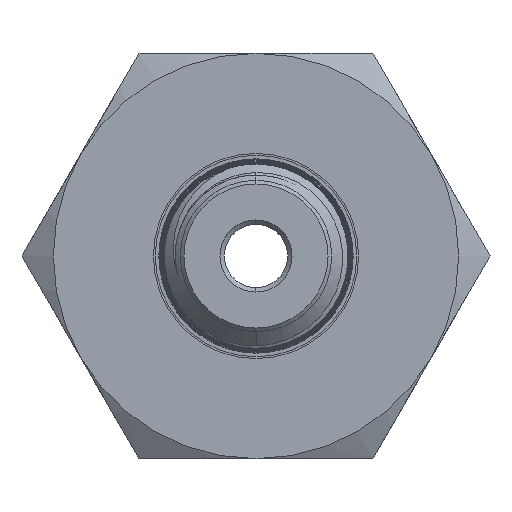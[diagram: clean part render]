
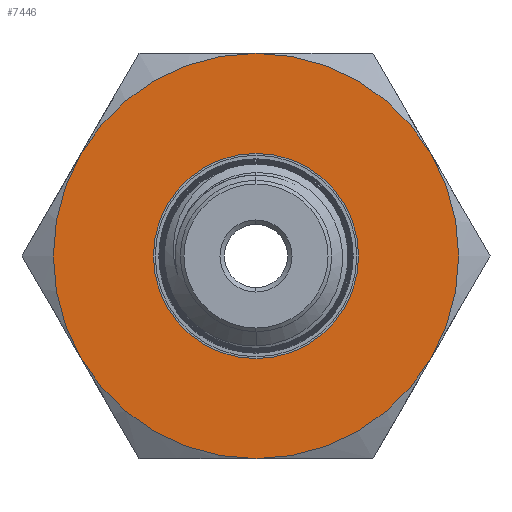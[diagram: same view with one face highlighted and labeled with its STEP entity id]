
A CAD part, left-side view. The second image highlights one B-rep face of the part: STEP entity #7446.
In plain terms, the highlighted planar face has unit normal (-1, 0, 0).
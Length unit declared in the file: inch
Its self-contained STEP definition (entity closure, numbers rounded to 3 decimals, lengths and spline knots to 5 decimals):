
#45 = DIRECTION ( 'NONE',  ( 0., 0., 1. ) ) ;
#104 = AXIS2_PLACEMENT_3D ( 'NONE', #10444, #2272, #11954 ) ;
#192 = EDGE_LOOP ( 'NONE', ( #17851, #3266 ) ) ;
#193 = CIRCLE ( 'NONE', #6499, 0.28475 ) ;
#794 = CIRCLE ( 'NONE', #9838, 0.28475 ) ;
#815 = CARTESIAN_POINT ( 'NONE',  ( -0.9445, -0.48714, 0.28125 ) ) ;
#978 = DIRECTION ( 'NONE',  ( 0., 0., 1. ) ) ;
#1012 = PLANE ( 'NONE',  #11005 ) ;
#1100 = CARTESIAN_POINT ( 'NONE',  ( -0.9445, -0.48714, -0.28125 ) ) ;
#2272 = DIRECTION ( 'NONE',  ( -1., 0., 0. ) ) ;
#2424 = VERTEX_POINT ( 'NONE', #815 ) ;
#2986 = CIRCLE ( 'NONE', #5214, 0.5625 ) ;
#3120 = DIRECTION ( 'NONE',  ( 0., 0., 1. ) ) ;
#3266 = ORIENTED_EDGE ( 'NONE', *, *, #9035, .F. ) ;
#3692 = EDGE_LOOP ( 'NONE', ( #5804, #10954, #7026, #4188, #7861, #17397 ) ) ;
#3884 = CARTESIAN_POINT ( 'NONE',  ( -0.9445, 0.28475, 0. ) ) ;
#4009 = CARTESIAN_POINT ( 'NONE',  ( -0.9445, 0., 0. ) ) ;
#4044 = DIRECTION ( 'NONE',  ( 0., 0., 1. ) ) ;
#4188 = ORIENTED_EDGE ( 'NONE', *, *, #12051, .T. ) ;
#4391 = VERTEX_POINT ( 'NONE', #14601 ) ;
#4516 = DIRECTION ( 'NONE',  ( -1., 0., 0. ) ) ;
#4740 = FACE_OUTER_BOUND ( 'NONE', #3692, .T. ) ;
#4786 = CARTESIAN_POINT ( 'NONE',  ( -0.9445, 0., -0.5625 ) ) ;
#4882 = CARTESIAN_POINT ( 'NONE',  ( -0.9445, 0., 0.28475 ) ) ;
#5214 = AXIS2_PLACEMENT_3D ( 'NONE', #4009, #8290, #17950 ) ;
#5290 = VERTEX_POINT ( 'NONE', #9242 ) ;
#5772 = CIRCLE ( 'NONE', #11823, 0.5625 ) ;
#5804 = ORIENTED_EDGE ( 'NONE', *, *, #7972, .T. ) ;
#5914 = CARTESIAN_POINT ( 'NONE',  ( -0.9445, 0.48714, 0.28125 ) ) ;
#6485 = VERTEX_POINT ( 'NONE', #4882 ) ;
#6499 = AXIS2_PLACEMENT_3D ( 'NONE', #15184, #8344, #45 ) ;
#6727 = DIRECTION ( 'NONE',  ( 0., 0., -1. ) ) ;
#6954 = VERTEX_POINT ( 'NONE', #1100 ) ;
#7026 = ORIENTED_EDGE ( 'NONE', *, *, #8546, .T. ) ;
#7446 = ADVANCED_FACE ( 'NONE', ( #10568, #4740 ), #1012, .F. ) ;
#7703 = CIRCLE ( 'NONE', #104, 0.5625 ) ;
#7775 = AXIS2_PLACEMENT_3D ( 'NONE', #14908, #13564, #978 ) ;
#7861 = ORIENTED_EDGE ( 'NONE', *, *, #12930, .T. ) ;
#7972 = EDGE_CURVE ( 'NONE', #15224, #16727, #8619, .T. ) ;
#8043 = CIRCLE ( 'NONE', #7775, 0.5625 ) ;
#8091 = DIRECTION ( 'NONE',  ( -1., 0., 0. ) ) ;
#8290 = DIRECTION ( 'NONE',  ( -1., 0., 0. ) ) ;
#8344 = DIRECTION ( 'NONE',  ( -1., 0., 0. ) ) ;
#8546 = EDGE_CURVE ( 'NONE', #5290, #8863, #2986, .T. ) ;
#8619 = CIRCLE ( 'NONE', #8918, 0.5625 ) ;
#8863 = VERTEX_POINT ( 'NONE', #4786 ) ;
#8918 = AXIS2_PLACEMENT_3D ( 'NONE', #12266, #12210, #4044 ) ;
#9035 = EDGE_CURVE ( 'NONE', #4391, #6485, #794, .T. ) ;
#9242 = CARTESIAN_POINT ( 'NONE',  ( -0.9445, 0.48714, -0.28125 ) ) ;
#9838 = AXIS2_PLACEMENT_3D ( 'NONE', #14847, #8091, #15044 ) ;
#10444 = CARTESIAN_POINT ( 'NONE',  ( -0.9445, 0., 0. ) ) ;
#10568 = FACE_BOUND ( 'NONE', #192, .T. ) ;
#10954 = ORIENTED_EDGE ( 'NONE', *, *, #14462, .T. ) ;
#11005 = AXIS2_PLACEMENT_3D ( 'NONE', #3884, #12168, #6727 ) ;
#11339 = CARTESIAN_POINT ( 'NONE',  ( -0.9445, 0., 0. ) ) ;
#11823 = AXIS2_PLACEMENT_3D ( 'NONE', #15682, #17087, #3120 ) ;
#11954 = DIRECTION ( 'NONE',  ( 0., 0., 1. ) ) ;
#12051 = EDGE_CURVE ( 'NONE', #8863, #6954, #5772, .T. ) ;
#12168 = DIRECTION ( 'NONE',  ( 1., 0., 0. ) ) ;
#12210 = DIRECTION ( 'NONE',  ( -1., 0., 0. ) ) ;
#12266 = CARTESIAN_POINT ( 'NONE',  ( -0.9445, 0., 0. ) ) ;
#12930 = EDGE_CURVE ( 'NONE', #6954, #2424, #7703, .T. ) ;
#13564 = DIRECTION ( 'NONE',  ( -1., 0., 0. ) ) ;
#14462 = EDGE_CURVE ( 'NONE', #16727, #5290, #8043, .T. ) ;
#14601 = CARTESIAN_POINT ( 'NONE',  ( -0.9445, 0., -0.28475 ) ) ;
#14847 = CARTESIAN_POINT ( 'NONE',  ( -0.9445, 0., 0. ) ) ;
#14908 = CARTESIAN_POINT ( 'NONE',  ( -0.9445, 0., 0. ) ) ;
#15044 = DIRECTION ( 'NONE',  ( 0., 0., 1. ) ) ;
#15184 = CARTESIAN_POINT ( 'NONE',  ( -0.9445, 0., 0. ) ) ;
#15224 = VERTEX_POINT ( 'NONE', #16780 ) ;
#15608 = EDGE_CURVE ( 'NONE', #6485, #4391, #193, .T. ) ;
#15682 = CARTESIAN_POINT ( 'NONE',  ( -0.9445, 0., 0. ) ) ;
#16659 = CIRCLE ( 'NONE', #17181, 0.5625 ) ;
#16727 = VERTEX_POINT ( 'NONE', #5914 ) ;
#16780 = CARTESIAN_POINT ( 'NONE',  ( -0.9445, 0., 0.5625 ) ) ;
#16971 = DIRECTION ( 'NONE',  ( 0., 0., 1. ) ) ;
#17087 = DIRECTION ( 'NONE',  ( -1., 0., 0. ) ) ;
#17181 = AXIS2_PLACEMENT_3D ( 'NONE', #11339, #4516, #16971 ) ;
#17322 = EDGE_CURVE ( 'NONE', #2424, #15224, #16659, .T. ) ;
#17397 = ORIENTED_EDGE ( 'NONE', *, *, #17322, .T. ) ;
#17851 = ORIENTED_EDGE ( 'NONE', *, *, #15608, .F. ) ;
#17950 = DIRECTION ( 'NONE',  ( 0., 0., 1. ) ) ;
